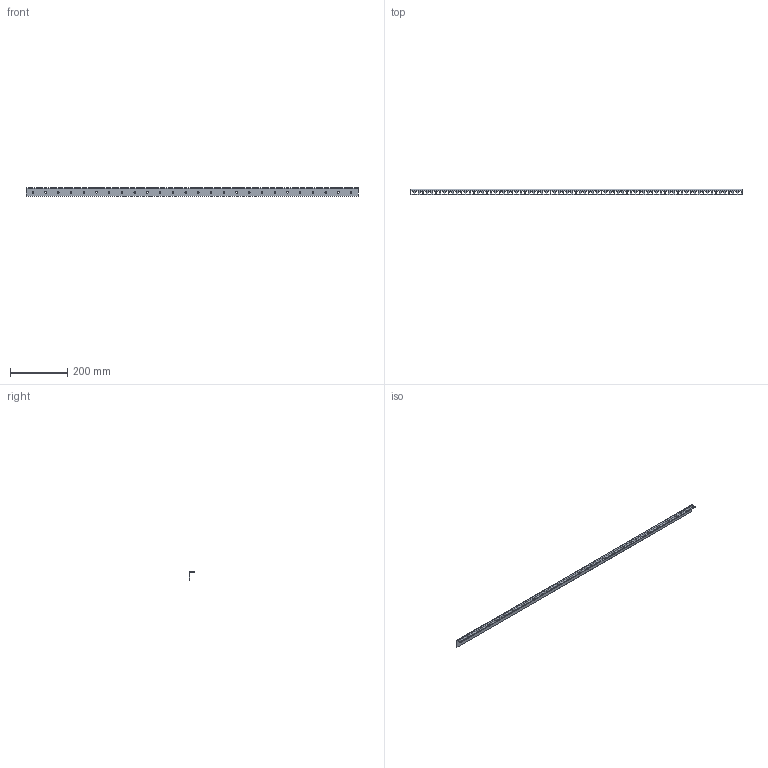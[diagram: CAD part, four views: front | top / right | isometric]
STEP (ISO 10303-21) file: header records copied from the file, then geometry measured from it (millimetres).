
FILE_DESCRIPTION (( 'STEP AP214' ), '1' );
FILE_NAME ('Penn Elcom-R0863-26.STEP', '2019-07-02T10:19:47', ( '' ), ( '' ), 'SwSTEP 2.0', 'SolidWorks 2019', '' );
FILE_SCHEMA (( 'AUTOMOTIVE_DESIGN' ));
Length unit declared in the file: millimetre
Products named in the file (1): Penn Elcom-R0863-26
Bounding box: 1158.9 x 19 x 29.8 mm (x, y, z)
Volume: 69144.2 mm3; surface area: 101106.3 mm2
Topology: 1 solids, 1 shells, 503 faces, 1420 edges, 944 vertices
Faces by surface type: plane 399, cylinder 54, cone 50
Entity records: 16568 total; most frequent: CARTESIAN_POINT 2868, ORIENTED_EDGE 2840, DIRECTION 2636, EDGE_CURVE 1420, VECTOR 1212, LINE 1212, VERTEX_POINT 944, EDGE_LOOP 736
